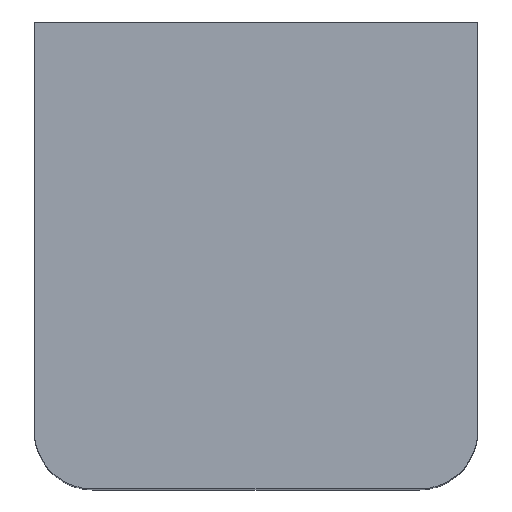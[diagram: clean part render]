
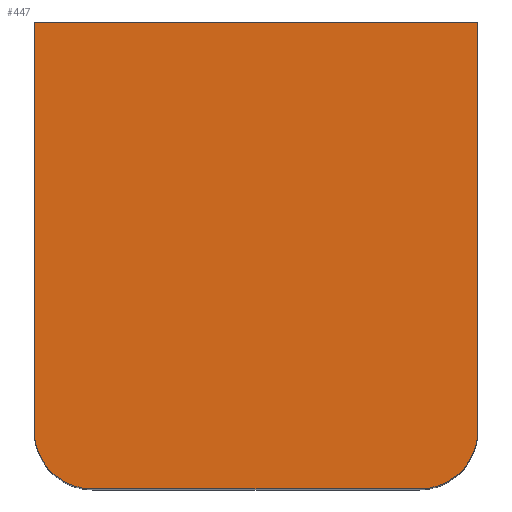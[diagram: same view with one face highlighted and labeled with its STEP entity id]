
A CAD part, top view. The second image highlights one B-rep face of the part: STEP entity #447.
In plain terms, the highlighted planar face has unit normal (0, 0, 1).
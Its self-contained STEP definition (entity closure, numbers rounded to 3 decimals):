
#3 = VECTOR ( 'NONE', #519, 1000. ) ;
#7 = DIRECTION ( 'NONE',  ( 1., 0., 0. ) ) ;
#12 = AXIS2_PLACEMENT_3D ( 'NONE', #231, #245, #182 ) ;
#51 = EDGE_LOOP ( 'NONE', ( #744, #564, #247, #233, #276, #677 ) ) ;
#59 = VECTOR ( 'NONE', #566, 1000. ) ;
#66 = CARTESIAN_POINT ( 'NONE',  ( 19., -16.124, 40. ) ) ;
#74 = DIRECTION ( 'NONE',  ( 0., 0., 1. ) ) ;
#130 = CARTESIAN_POINT ( 'NONE',  ( -19., 18.876, 40. ) ) ;
#144 = CARTESIAN_POINT ( 'NONE',  ( 19., 18.876, 40. ) ) ;
#160 = EDGE_CURVE ( 'NONE', #512, #649, #764, .T. ) ;
#162 = VERTEX_POINT ( 'NONE', #144 ) ;
#182 = DIRECTION ( 'NONE',  ( 1., 0., 0. ) ) ;
#185 = VERTEX_POINT ( 'NONE', #130 ) ;
#206 = FACE_OUTER_BOUND ( 'NONE', #51, .T. ) ;
#211 = CARTESIAN_POINT ( 'NONE',  ( 0., 0., 40. ) ) ;
#231 = CARTESIAN_POINT ( 'NONE',  ( -14., -16.124, 40. ) ) ;
#233 = ORIENTED_EDGE ( 'NONE', *, *, #160, .T. ) ;
#245 = DIRECTION ( 'NONE',  ( 0., 0., 1. ) ) ;
#247 = ORIENTED_EDGE ( 'NONE', *, *, #507, .T. ) ;
#266 = CIRCLE ( 'NONE', #12, 5. ) ;
#270 = AXIS2_PLACEMENT_3D ( 'NONE', #211, #74, #608 ) ;
#276 = ORIENTED_EDGE ( 'NONE', *, *, #597, .T. ) ;
#290 = CARTESIAN_POINT ( 'NONE',  ( -19., -21.124, 40. ) ) ;
#339 = EDGE_CURVE ( 'NONE', #426, #554, #266, .T. ) ;
#355 = CARTESIAN_POINT ( 'NONE',  ( -14., -21.124, 40. ) ) ;
#377 = LINE ( 'NONE', #855, #3 ) ;
#426 = VERTEX_POINT ( 'NONE', #622 ) ;
#436 = EDGE_CURVE ( 'NONE', #162, #185, #672, .T. ) ;
#447 = ADVANCED_FACE ( 'NONE', ( #206 ), #747, .T. ) ;
#507 = EDGE_CURVE ( 'NONE', #554, #512, #706, .T. ) ;
#512 = VERTEX_POINT ( 'NONE', #763 ) ;
#519 = DIRECTION ( 'NONE',  ( 0., 1., 0. ) ) ;
#536 = EDGE_CURVE ( 'NONE', #185, #426, #590, .T. ) ;
#550 = DIRECTION ( 'NONE',  ( -1., 0., 0. ) ) ;
#554 = VERTEX_POINT ( 'NONE', #355 ) ;
#564 = ORIENTED_EDGE ( 'NONE', *, *, #339, .T. ) ;
#566 = DIRECTION ( 'NONE',  ( 1., 0., 0. ) ) ;
#590 = LINE ( 'NONE', #852, #753 ) ;
#597 = EDGE_CURVE ( 'NONE', #649, #162, #377, .T. ) ;
#608 = DIRECTION ( 'NONE',  ( 1., 0., 0. ) ) ;
#622 = CARTESIAN_POINT ( 'NONE',  ( -19., -16.124, 40. ) ) ;
#649 = VERTEX_POINT ( 'NONE', #66 ) ;
#672 = LINE ( 'NONE', #743, #700 ) ;
#677 = ORIENTED_EDGE ( 'NONE', *, *, #436, .T. ) ;
#683 = DIRECTION ( 'NONE',  ( 0., -1., 0. ) ) ;
#700 = VECTOR ( 'NONE', #550, 1000. ) ;
#706 = LINE ( 'NONE', #290, #59 ) ;
#743 = CARTESIAN_POINT ( 'NONE',  ( 19., 18.876, 40. ) ) ;
#744 = ORIENTED_EDGE ( 'NONE', *, *, #536, .T. ) ;
#746 = DIRECTION ( 'NONE',  ( 0., 0., 1. ) ) ;
#747 = PLANE ( 'NONE',  #270 ) ;
#753 = VECTOR ( 'NONE', #683, 1000. ) ;
#763 = CARTESIAN_POINT ( 'NONE',  ( 14., -21.124, 40. ) ) ;
#764 = CIRCLE ( 'NONE', #798, 5. ) ;
#798 = AXIS2_PLACEMENT_3D ( 'NONE', #805, #746, #7 ) ;
#805 = CARTESIAN_POINT ( 'NONE',  ( 14., -16.124, 40. ) ) ;
#852 = CARTESIAN_POINT ( 'NONE',  ( -19., -21.124, 40. ) ) ;
#855 = CARTESIAN_POINT ( 'NONE',  ( 19., -21.124, 40. ) ) ;
